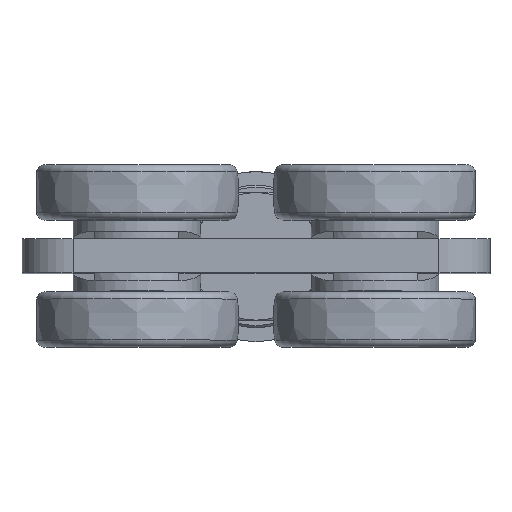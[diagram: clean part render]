
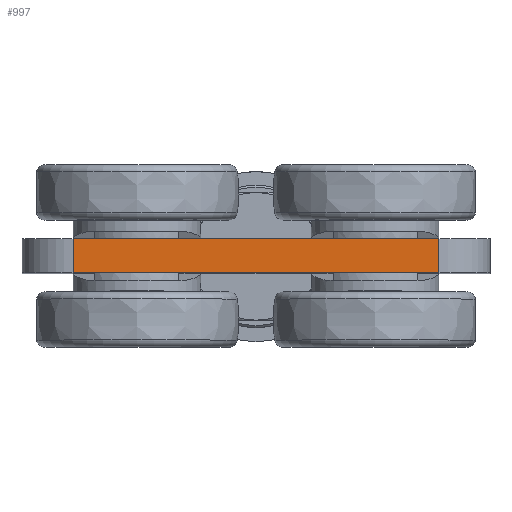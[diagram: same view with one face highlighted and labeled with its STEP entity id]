
A CAD part, top view. The second image highlights one B-rep face of the part: STEP entity #997.
In plain terms, the highlighted planar face has unit normal (0, 0, 1).
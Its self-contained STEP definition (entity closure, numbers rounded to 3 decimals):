
#997=ADVANCED_FACE('NONE',(#1983),#1984,.T.);
#1983=FACE_OUTER_BOUND('',#3403,.T.);
#1984=PLANE('',#3404);
#3403=EDGE_LOOP('',(#5800,#5801,#5802,#5803));
#3404=AXIS2_PLACEMENT_3D('',#5804,#5805,#5806);
#5800=ORIENTED_EDGE('',*,*,#8716,.T.);
#5801=ORIENTED_EDGE('',*,*,#8714,.F.);
#5802=ORIENTED_EDGE('',*,*,#8717,.T.);
#5803=ORIENTED_EDGE('',*,*,#8718,.T.);
#5804=CARTESIAN_POINT('',(60.896,247.028,122.661));
#5805=DIRECTION('',(0.,0.,1.));
#5806=DIRECTION('',(1.,0.,0.));
#8714=EDGE_CURVE('NONE',#9894,#9892,#9896,.T.);
#8716=EDGE_CURVE('NONE',#9898,#9892,#9899,.T.);
#8717=EDGE_CURVE('NONE',#9894,#9900,#9901,.T.);
#8718=EDGE_CURVE('NONE',#9900,#9898,#9902,.T.);
#9892=VERTEX_POINT('NONE',#11660);
#9894=VERTEX_POINT('NONE',#11662);
#9896=LINE('',#11664,#11665);
#9898=VERTEX_POINT('NONE',#11667);
#9899=LINE('',#11668,#11669);
#9900=VERTEX_POINT('NONE',#11670);
#9901=LINE('',#11671,#11672);
#9902=LINE('',#11673,#11674);
#11660=CARTESIAN_POINT('',(60.896,247.028,122.661));
#11662=CARTESIAN_POINT('',(60.896,239.028,122.661));
#11664=CARTESIAN_POINT('',(60.896,247.028,122.661));
#11665=VECTOR('',#16363,1.);
#11667=CARTESIAN_POINT('',(146.896,247.028,122.661));
#11668=CARTESIAN_POINT('',(103.925,247.028,122.661));
#11669=VECTOR('',#16364,1.);
#11670=CARTESIAN_POINT('',(146.896,239.028,122.661));
#11671=CARTESIAN_POINT('',(60.896,239.028,122.661));
#11672=VECTOR('',#16365,1.);
#11673=CARTESIAN_POINT('',(146.896,247.028,122.661));
#11674=VECTOR('',#16366,1.);
#16363=DIRECTION('',(0.,1.,0.));
#16364=DIRECTION('',(-1.,0.,0.));
#16365=DIRECTION('',(1.,0.,0.));
#16366=DIRECTION('',(0.,1.,0.));
